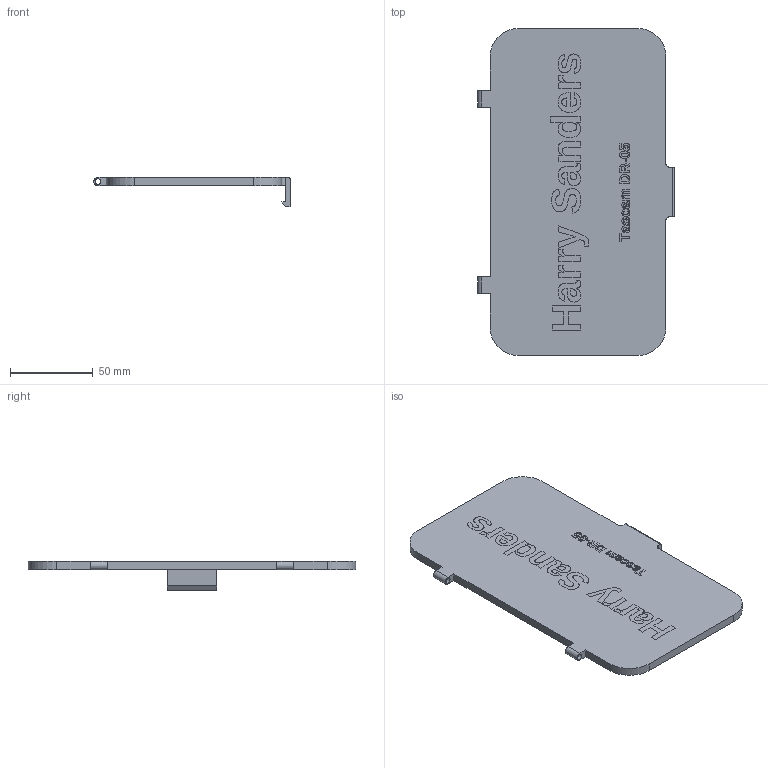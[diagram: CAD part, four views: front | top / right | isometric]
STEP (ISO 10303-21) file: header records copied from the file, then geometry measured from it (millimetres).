
FILE_DESCRIPTION(/* description */ ('STEP AP242','CAx-IF Rec.Pracs.---Representation and Presentation of Product Manufacturing Information (PMI)---4.0---2014-10-13','CAx-IF Rec.Pracs.---3D Tessellated Geometry---0.4---2014-09-14','2;1'),/* implementation_level */ '2;1');
FILE_NAME(/* name */ '668ee826247d3776dd5c9f36',/* time_stamp */ '2024-07-10T19:59:36Z',/* author */ (''),/* organization */ (''),/* preprocessor_version */ 'ST-DEVELOPER v20',/* originating_system */ ' ',/* authorisation */ ' ');
FILE_SCHEMA (('AP242_MANAGED_MODEL_BASED_3D_ENGINEERING_MIM_LF { 1 0 10303 442 1 1 4 }'));
Length unit declared in the file: metre
Products named in the file (24): Part 23; Part 21; Part 20; Part 18; Part 15; Part 24; Part 22; Part 19; Part 17; Part 16; Part 14; Part 11; Part 10; Part 8; Part 3; Part 13; Part 12; Part 9; Part 7; Part 6; Part 5; Part 4; Part 2; Part 1
Bounding box: 118.5 x 197.38 x 17.5 mm (x, y, z)
Volume: 105833.7 mm3; surface area: 53256.2 mm2
Topology: 24 solids, 24 shells, 1137 faces, 3169 edges, 2112 vertices
Faces by surface type: bspline 736, plane 390, cylinder 11
Full cylindrical faces by diameter (mm): 3.5 x2
Entity records: 39266 total; most frequent: CARTESIAN_POINT 14536, ORIENTED_EDGE 6334, EDGE_CURVE 3167, DIRECTION 2567, VERTEX_POINT 2112, LINE 1673, VECTOR 1673, B_SPLINE_CURVE_WITH_KNOTS 1472
